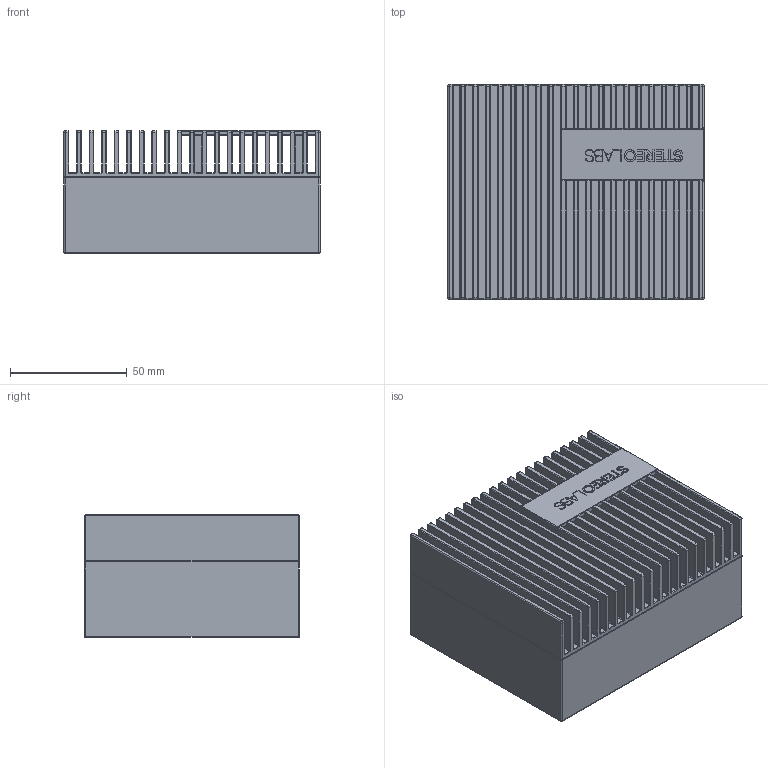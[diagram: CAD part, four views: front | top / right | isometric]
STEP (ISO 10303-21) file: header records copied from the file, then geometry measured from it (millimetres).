
FILE_DESCRIPTION(/* description */ (''),/* implementation_level */ '2;1');
FILE_NAME(/* name */ 'Stereolabs - ZED Box.step',/* time_stamp */ '2022-01-11T11:17:31+01:00',/* author */ (''),/* organization */ (''),/* preprocessor_version */ 'ST-DEVELOPER v18.1',/* originating_system */ 'Autodesk Translation Framework v10.10.0.1391',/* authorisation */ '');
FILE_SCHEMA (('AUTOMOTIVE_DESIGN { 1 0 10303 214 3 1 1 }'));
Length unit declared in the file: millimetre
Products named in the file (1): ASSEMBLY ZED Box
Bounding box: 109.6 x 92 x 52.5 mm (x, y, z)
Volume: 417512 mm3; surface area: 106560.5 mm2
Topology: 1 solids, 5 shells, 1200 faces, 2754 edges, 1579 vertices
Faces by surface type: cylinder 488, plane 321, torus 224, bspline 72, sphere 66, cone 29
Full cylindrical faces by diameter (mm): 1.1 x1, 2.075 x2, 2.2 x2, 2.529 x6, 3.1 x4, 6.5 x4, 7.5 x1
Entity records: 34005 total; most frequent: CARTESIAN_POINT 6574, DIRECTION 6181, ORIENTED_EDGE 5504, EDGE_CURVE 2752, AXIS2_PLACEMENT_3D 2400, VERTEX_POINT 1579, LINE 1381, VECTOR 1381
